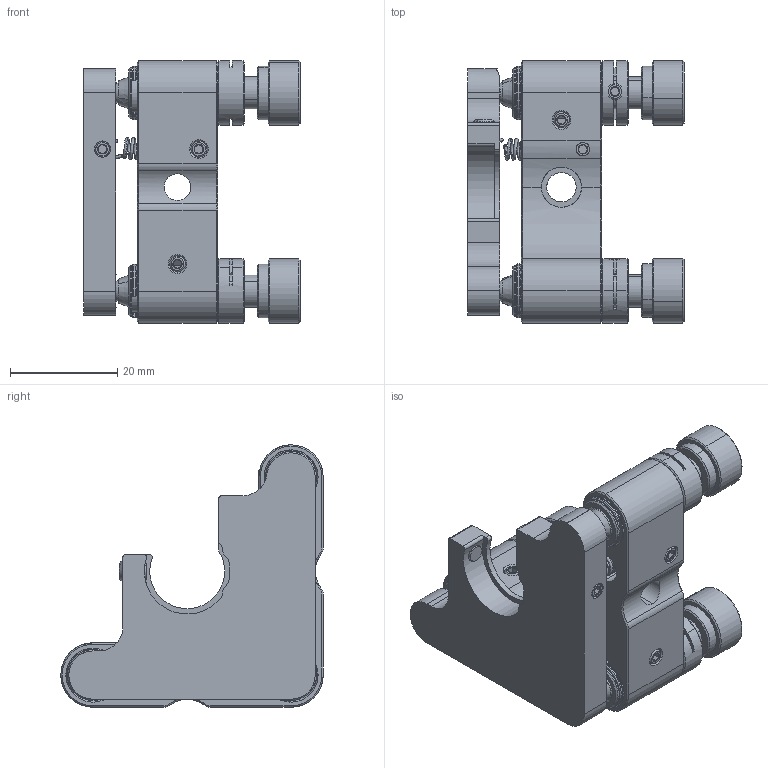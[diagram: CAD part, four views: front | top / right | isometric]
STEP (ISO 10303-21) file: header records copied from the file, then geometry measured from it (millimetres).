
FILE_DESCRIPTION (( 'STEP AP203' ), '1' );
FILE_NAME ('1.1.2.21，ZJK-15-3，光学调整架，开口式，用于φ15英寸光学元件，三轴，M4螺孔.STEP', '2022-09-02T03:06:51', ( '' ), ( '' ), 'SwSTEP 2.0', 'SolidWorks 2021', '' );
FILE_SCHEMA (( 'CONFIG_CONTROL_DESIGN' ));
Length unit declared in the file: millimetre
Products named in the file (1): 1.1.2.21，ZJK-15-3，光学调整架，开口式，用于φ15英寸光学元件，三轴，M4螺孔
Bounding box: 40.43 x 49 x 49 mm (x, y, z)
Surface area: 16121.5 mm2 (no closed solid volume)
Topology: 0 solids, 41 shells, 516 faces, 1355 edges, 865 vertices
Faces by surface type: cone 176, plane 161, cylinder 147, sphere 14, bspline 12, torus 6
Entity records: 42951 total; most frequent: CARTESIAN_POINT 30327, DIRECTION 2753, ORIENTED_EDGE 2371, EDGE_CURVE 1326, AXIS2_PLACEMENT_3D 1094, VERTEX_POINT 856, EDGE_LOOP 591, CIRCLE 589
